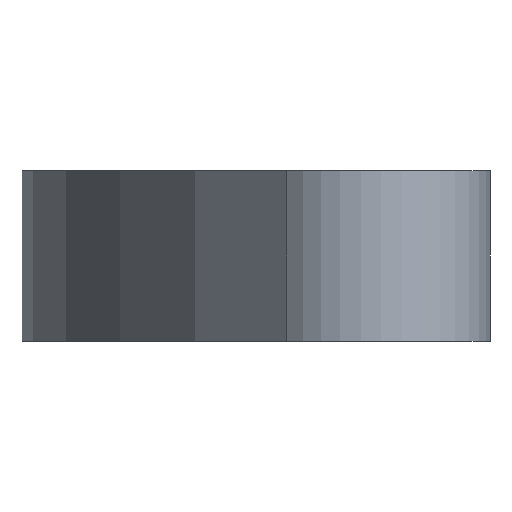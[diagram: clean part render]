
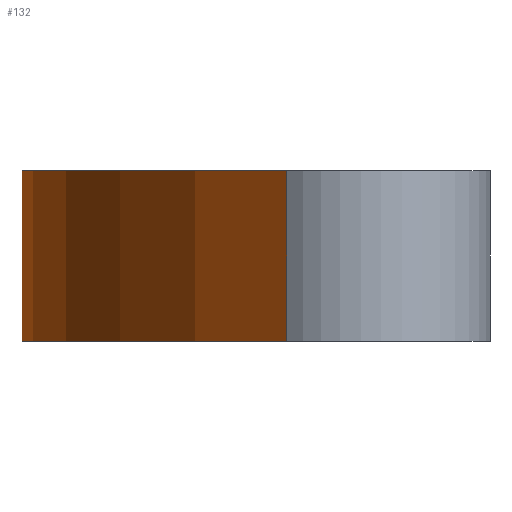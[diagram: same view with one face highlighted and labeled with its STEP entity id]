
A CAD part, front view. The second image highlights one B-rep face of the part: STEP entity #132.
In plain terms, the highlighted cylindrical face has radius 26.5 mm (diameter 53 mm), a partial arc.
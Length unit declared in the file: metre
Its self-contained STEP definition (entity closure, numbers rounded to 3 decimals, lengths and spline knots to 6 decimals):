
#16=CIRCLE('',#153,0.0265);
#23=CIRCLE('',#163,0.0265);
#42=ORIENTED_EDGE('',*,*,#60,.F.);
#43=ORIENTED_EDGE('',*,*,#70,.T.);
#44=ORIENTED_EDGE('',*,*,#71,.T.);
#45=ORIENTED_EDGE('',*,*,#62,.F.);
#60=EDGE_CURVE('',#76,#77,#87,.T.);
#62=EDGE_CURVE('',#77,#78,#16,.T.);
#70=EDGE_CURVE('',#76,#84,#23,.F.);
#71=EDGE_CURVE('',#84,#78,#89,.T.);
#76=VERTEX_POINT('',#221);
#77=VERTEX_POINT('',#223);
#78=VERTEX_POINT('',#227);
#84=VERTEX_POINT('',#244);
#87=LINE('',#222,#91);
#89=LINE('',#245,#93);
#91=VECTOR('',#176,1.);
#93=VECTOR('',#204,1.);
#101=EDGE_LOOP('',(#42,#43,#44,#45));
#115=FACE_BOUND('',#101,.T.);
#125=CYLINDRICAL_SURFACE('',#162,0.0265);
#132=ADVANCED_FACE('',(#115),#125,.T.);
#153=AXIS2_PLACEMENT_3D('',#226,#181,#182);
#162=AXIS2_PLACEMENT_3D('',#242,#200,#201);
#163=AXIS2_PLACEMENT_3D('',#243,#202,#203);
#176=DIRECTION('',(0.,0.,-1.));
#181=DIRECTION('',(0.,0.,-1.));
#182=DIRECTION('',(1.,0.,0.));
#200=DIRECTION('',(0.,0.,-1.));
#201=DIRECTION('',(-1.,0.,0.));
#202=DIRECTION('',(0.,0.,1.));
#203=DIRECTION('',(1.,0.,0.));
#204=DIRECTION('',(0.,0.,-1.));
#221=CARTESIAN_POINT('',(-0.018738,-0.018738,0.1146));
#222=CARTESIAN_POINT('',(-0.018738,-0.018738,0.114602));
#223=CARTESIAN_POINT('',(-0.018738,-0.018738,0.1096));
#226=CARTESIAN_POINT('',(0.,0.,0.1096));
#227=CARTESIAN_POINT('',(-0.018738,0.018738,0.1096));
#242=CARTESIAN_POINT('',(0.,0.,0.114602));
#243=CARTESIAN_POINT('',(0.,0.,0.1146));
#244=CARTESIAN_POINT('',(-0.018738,0.018738,0.1146));
#245=CARTESIAN_POINT('',(-0.018738,0.018738,0.114602));
